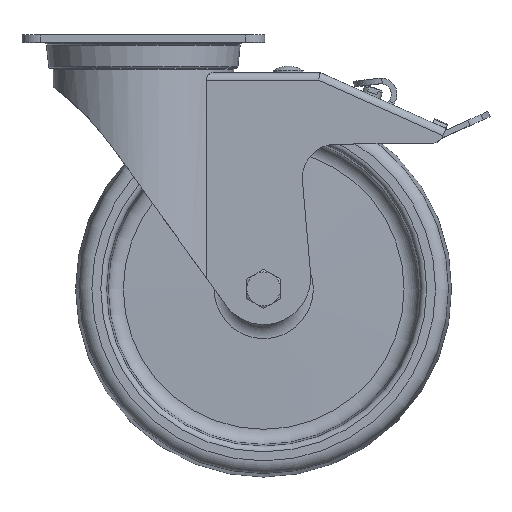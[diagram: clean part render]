
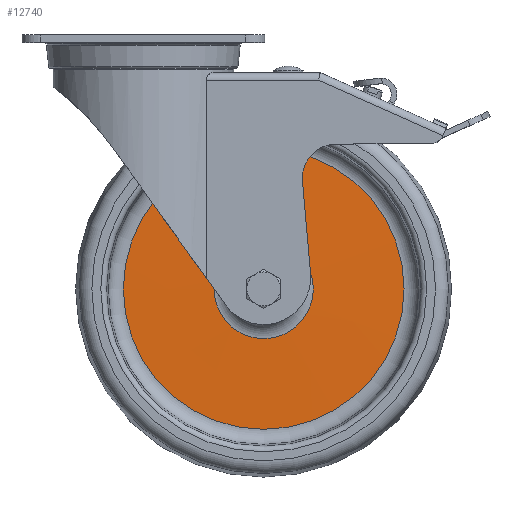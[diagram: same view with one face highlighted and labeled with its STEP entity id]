
A CAD part, top view. The second image highlights one B-rep face of the part: STEP entity #12740.
In plain terms, the highlighted conical face has half-angle 89.002 degrees and reference radius 26.386 mm.
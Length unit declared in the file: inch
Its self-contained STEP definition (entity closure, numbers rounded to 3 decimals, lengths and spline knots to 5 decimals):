
#164=CONICAL_SURFACE('',#14268,1.03881,1.553);
#1270=FACE_OUTER_BOUND('',#2004,.T.);
#2004=EDGE_LOOP('',(#11108,#11109,#11110,#11111));
#2973=LINE('',#22245,#3959);
#3959=VECTOR('',#17646,1.03881);
#4774=CIRCLE('',#14266,1.03881);
#4776=CIRCLE('',#14269,2.93782);
#5904=VERTEX_POINT('',#22239);
#5905=VERTEX_POINT('',#22243);
#7672=EDGE_CURVE('',#5904,#5904,#4774,.T.);
#7674=EDGE_CURVE('',#5905,#5905,#4776,.T.);
#7675=EDGE_CURVE('',#5905,#5904,#2973,.T.);
#11108=ORIENTED_EDGE('',*,*,#7674,.F.);
#11109=ORIENTED_EDGE('',*,*,#7675,.T.);
#11110=ORIENTED_EDGE('',*,*,#7672,.T.);
#11111=ORIENTED_EDGE('',*,*,#7675,.F.);
#12740=ADVANCED_FACE('',(#1270),#164,.T.);
#14266=AXIS2_PLACEMENT_3D('',#22240,#17638,#17639);
#14268=AXIS2_PLACEMENT_3D('',#22242,#17642,#17643);
#14269=AXIS2_PLACEMENT_3D('',#22244,#17644,#17645);
#17638=DIRECTION('center_axis',(0.,0.,-1.));
#17639=DIRECTION('ref_axis',(-1.,0.,0.));
#17642=DIRECTION('center_axis',(0.,0.,-1.));
#17643=DIRECTION('ref_axis',(-1.,0.,0.));
#17644=DIRECTION('center_axis',(0.,0.,-1.));
#17645=DIRECTION('ref_axis',(-1.,0.,0.));
#17646=DIRECTION('',(-1.,0.,0.017));
#22239=CARTESIAN_POINT('',(1.03881,0.,0.18036));
#22240=CARTESIAN_POINT('Origin',(0.,0.,0.18036));
#22242=CARTESIAN_POINT('Origin',(0.,0.,0.18036));
#22243=CARTESIAN_POINT('',(2.93782,0.,0.14729));
#22244=CARTESIAN_POINT('Origin',(0.,0.,0.14729));
#22245=CARTESIAN_POINT('',(1.03881,0.,0.18036));
